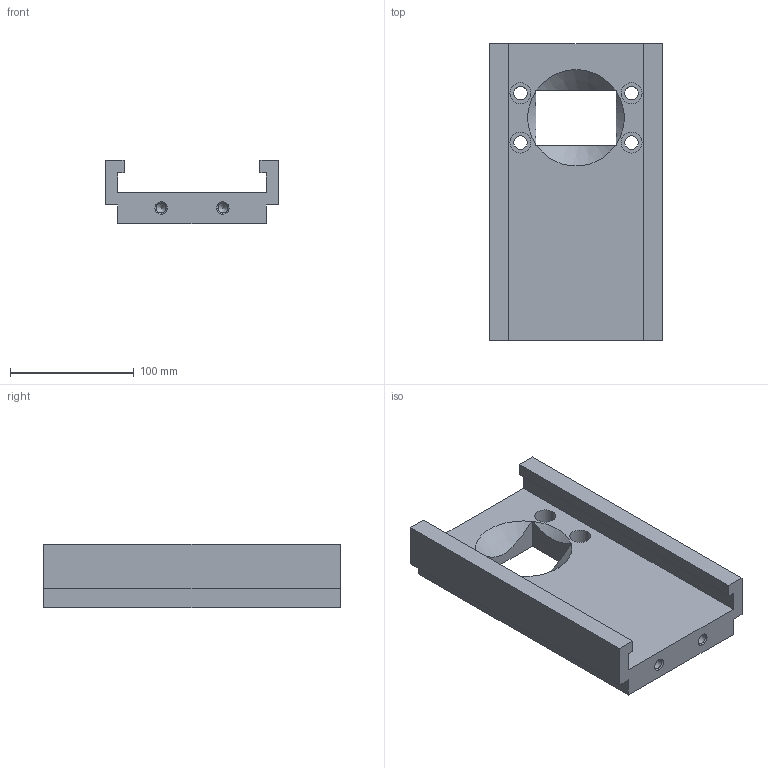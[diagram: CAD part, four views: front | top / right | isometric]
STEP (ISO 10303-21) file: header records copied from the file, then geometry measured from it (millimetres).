
FILE_DESCRIPTION(/* description */ ('Alibre Inc.'),/* implementation_level */ '2;1');
FILE_NAME(/* name */ 'export-40D086C7-1937-463D-B4DD-2D4279D2FBE3',/* time_stamp */ '2022-09-29T12:32:40+02:00',/* author */ (''),/* organization */ (''),/* preprocessor_version */ 'ST-DEVELOPER v17',/* originating_system */ 'Alibre',/* authorisation */ '');
FILE_SCHEMA (('CONFIG_CONTROL_DESIGN'));
Length unit declared in the file: centimetre
Bounding box: 140 x 240 x 51 mm (x, y, z)
Volume: 810644.2 mm3; surface area: 121345.6 mm2
Topology: 1 solids, 1 shells, 50 faces, 128 edges, 84 vertices
Faces by surface type: plane 26, cone 12, cylinder 12
Full cylindrical faces by diameter (mm): 8 x4, 11 x4, 17 x4
Entity records: 1400 total; most frequent: CARTESIAN_POINT 231, ORIENTED_EDGE 200, DIRECTION 192, EDGE_CURVE 100, FACE_BOUND 88, EDGE_LOOP 84, VERTEX_POINT 80, AXIS2_PLACEMENT_3D 79
